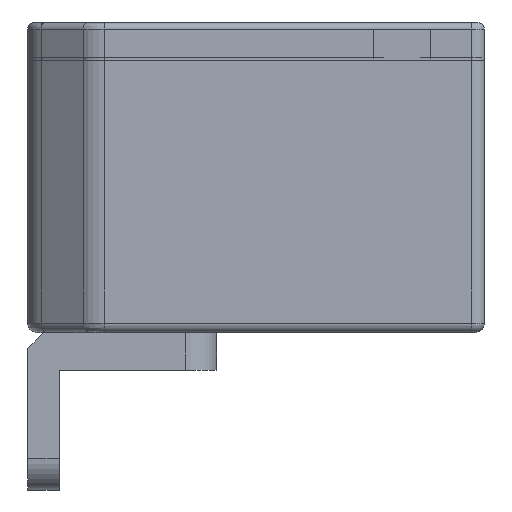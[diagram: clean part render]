
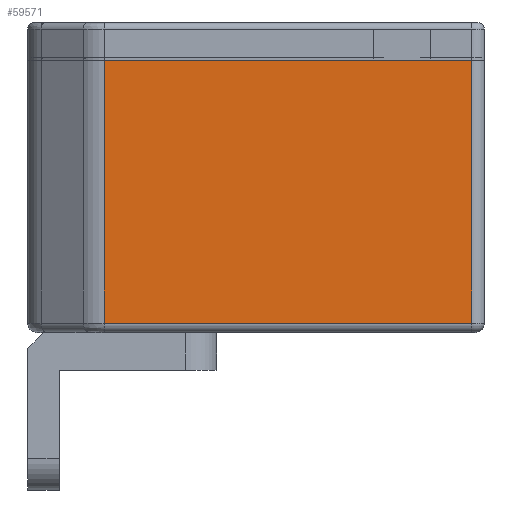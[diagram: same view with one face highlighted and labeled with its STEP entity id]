
A CAD part, left-side view. The second image highlights one B-rep face of the part: STEP entity #59571.
In plain terms, the highlighted planar face has unit normal (-1, 0, 0).
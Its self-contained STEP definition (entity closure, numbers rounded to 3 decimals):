
#15188 = VECTOR ( 'NONE', #138698, 1000. ) ;
#28944 = CARTESIAN_POINT ( 'NONE',  ( -76.573, 49.14, 446.862 ) ) ;
#39341 = VERTEX_POINT ( 'NONE', #40165 ) ;
#40165 = CARTESIAN_POINT ( 'NONE',  ( -76.573, 165.836, 446.862 ) ) ;
#42088 = LINE ( 'NONE', #78832, #168208 ) ;
#50974 = LINE ( 'NONE', #126872, #15188 ) ;
#52324 = DIRECTION ( 'NONE',  ( 0., -1., 0. ) ) ;
#52535 = FACE_OUTER_BOUND ( 'NONE', #138218, .T. ) ;
#59571 = ADVANCED_FACE ( 'NONE', ( #52535 ), #136600, .F. ) ;
#64674 = CARTESIAN_POINT ( 'NONE',  ( -76.573, 107.488, 446.862 ) ) ;
#67741 = DIRECTION ( 'NONE',  ( 0., 0., 1. ) ) ;
#68331 = CARTESIAN_POINT ( 'NONE',  ( -76.573, 165.836, 488.612 ) ) ;
#70159 = ORIENTED_EDGE ( 'NONE', *, *, #108007, .F. ) ;
#78832 = CARTESIAN_POINT ( 'NONE',  ( -76.573, 117.64, 530.362 ) ) ;
#89090 = LINE ( 'NONE', #68331, #110154 ) ;
#89544 = LINE ( 'NONE', #64674, #112638 ) ;
#90105 = ORIENTED_EDGE ( 'NONE', *, *, #115726, .F. ) ;
#104628 = VERTEX_POINT ( 'NONE', #126338 ) ;
#108007 = EDGE_CURVE ( 'NONE', #169957, #39341, #89544, .T. ) ;
#110154 = VECTOR ( 'NONE', #67741, 1000. ) ;
#112638 = VECTOR ( 'NONE', #158701, 1000. ) ;
#115726 = EDGE_CURVE ( 'NONE', #39341, #150072, #89090, .T. ) ;
#126338 = CARTESIAN_POINT ( 'NONE',  ( -76.573, 49.14, 530.362 ) ) ;
#126872 = CARTESIAN_POINT ( 'NONE',  ( -76.573, 49.14, 488.612 ) ) ;
#136600 = PLANE ( 'NONE',  #159306 ) ;
#137192 = DIRECTION ( 'NONE',  ( 1., 0., 0. ) ) ;
#138218 = EDGE_LOOP ( 'NONE', ( #70159, #155484, #171876, #90105 ) ) ;
#138698 = DIRECTION ( 'NONE',  ( 0., 0., 1. ) ) ;
#138827 = EDGE_CURVE ( 'NONE', #169957, #104628, #50974, .T. ) ;
#142150 = EDGE_CURVE ( 'NONE', #150072, #104628, #42088, .T. ) ;
#150072 = VERTEX_POINT ( 'NONE', #170887 ) ;
#155484 = ORIENTED_EDGE ( 'NONE', *, *, #138827, .T. ) ;
#158701 = DIRECTION ( 'NONE',  ( 0., 1., 0. ) ) ;
#159306 = AXIS2_PLACEMENT_3D ( 'NONE', #165963, #137192, #165380 ) ;
#165380 = DIRECTION ( 'NONE',  ( 0., 0., -1. ) ) ;
#165963 = CARTESIAN_POINT ( 'NONE',  ( -76.573, 49.14, 530.362 ) ) ;
#168208 = VECTOR ( 'NONE', #52324, 1000. ) ;
#169957 = VERTEX_POINT ( 'NONE', #28944 ) ;
#170887 = CARTESIAN_POINT ( 'NONE',  ( -76.573, 165.836, 530.362 ) ) ;
#171876 = ORIENTED_EDGE ( 'NONE', *, *, #142150, .F. ) ;
